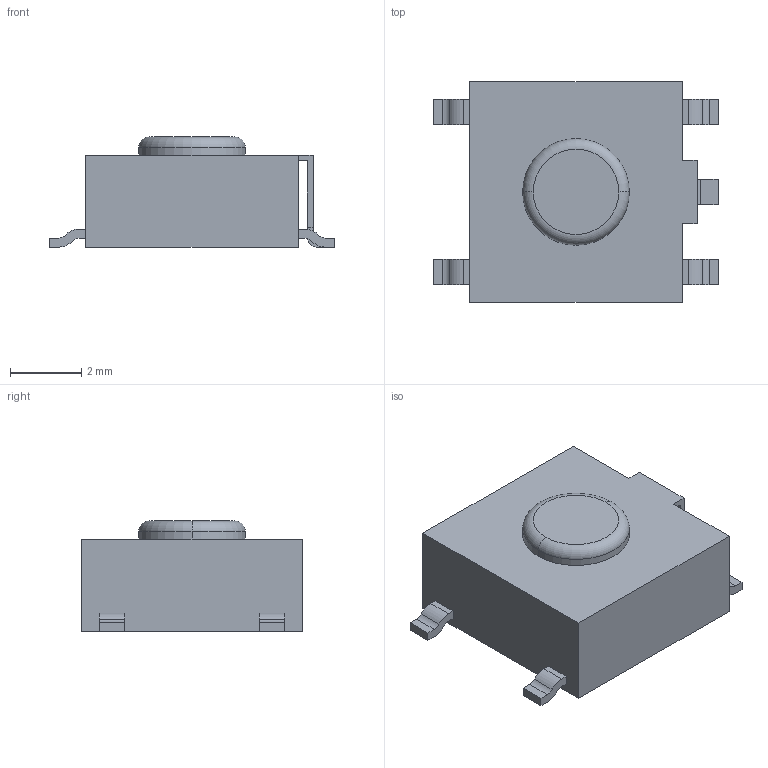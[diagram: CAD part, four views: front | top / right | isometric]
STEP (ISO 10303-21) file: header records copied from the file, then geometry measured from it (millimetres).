
FILE_DESCRIPTION((''),'2;1');
FILE_NAME('C-1-1437565-6','2008-07-02T',('workeradm'),('Tyco Electronics Corporation'),'PRO/ENGINEER BY PARAMETRIC TECHNOLOGY CORPORATION, 2005450','PRO/ENGINEER BY PARAMETRIC TECHNOLOGY CORPORATION, 2005450','');
FILE_SCHEMA(('CONFIG_CONTROL_DESIGN', 'GEOMETRIC_VALIDATION_PROPERTIES_MIM'));
Length unit declared in the file: millimetre
Products named in the file (1): C-1-1437565-6
Bounding box: 8 x 6.2 x 3.1 mm (x, y, z)
Volume: 101.2 mm3; surface area: 160 mm2
Topology: 1 solids, 1 shells, 69 faces, 184 edges, 122 vertices
Faces by surface type: plane 47, cylinder 20, torus 2
Entity records: 2275 total; most frequent: CARTESIAN_POINT 376, ORIENTED_EDGE 368, DIRECTION 366, EDGE_CURVE 184, VECTOR 140, LINE 140, VERTEX_POINT 122, AXIS2_PLACEMENT_3D 113
